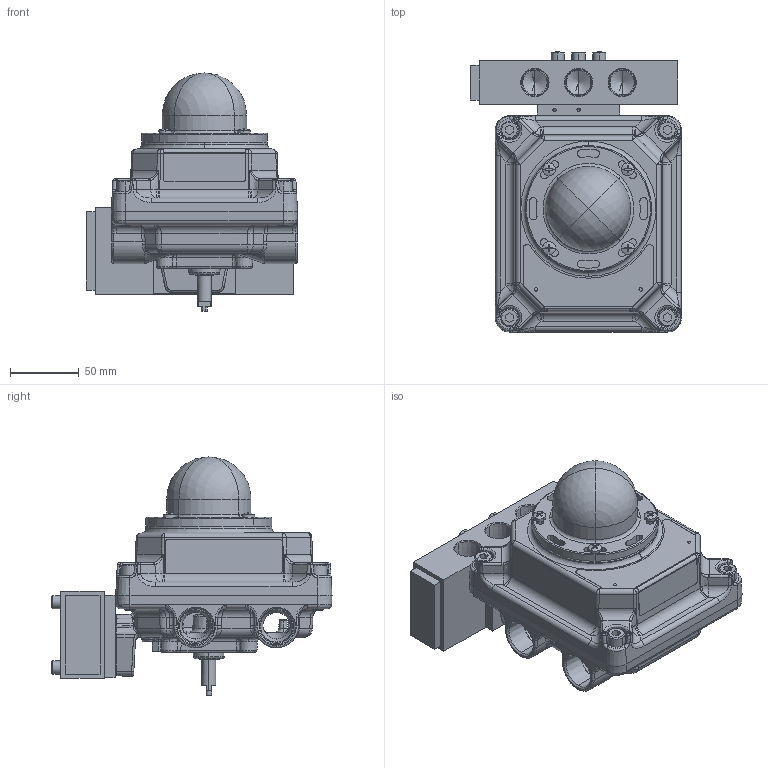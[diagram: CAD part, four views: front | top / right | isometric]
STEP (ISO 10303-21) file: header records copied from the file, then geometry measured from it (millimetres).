
FILE_DESCRIPTION (( 'STEP AP214' ), '1' );
FILE_NAME ('Aviator II_med stor ventil_161024.STEP', '2016-10-24T17:10:07', ( '' ), ( '' ), 'SwSTEP 2.0', 'SolidWorks 2015', '' );
FILE_SCHEMA (( 'AUTOMOTIVE_DESIGN' ));
Length unit declared in the file: inch
Products named in the file (1): Aviator II_med stor ventil_161024
Bounding box: 153.53 x 203.69 x 173.27 mm (x, y, z)
Volume: 817407.2 mm3; surface area: 294651.6 mm2
Topology: 23 solids, 23 shells, 2912 faces, 7000 edges, 4152 vertices
Faces by surface type: cylinder 1020, bspline 761, plane 523, cone 304, torus 232, sphere 72
Entity records: 125808 total; most frequent: CARTESIAN_POINT 63904, ORIENTED_EDGE 13752, DIRECTION 12092, EDGE_CURVE 6876, AXIS2_PLACEMENT_3D 4994, VERTEX_POINT 4152, EDGE_LOOP 3140, ADVANCED_FACE 2912
